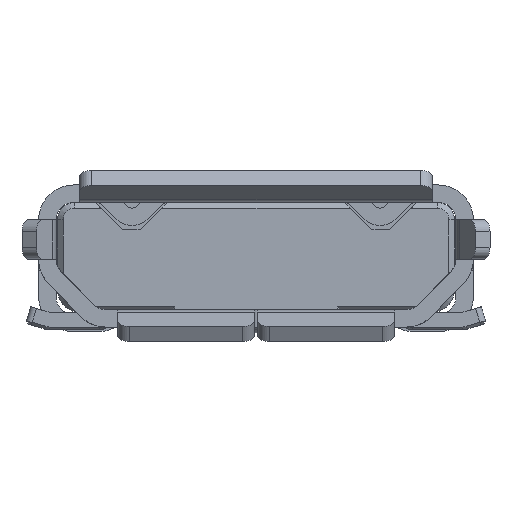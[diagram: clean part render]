
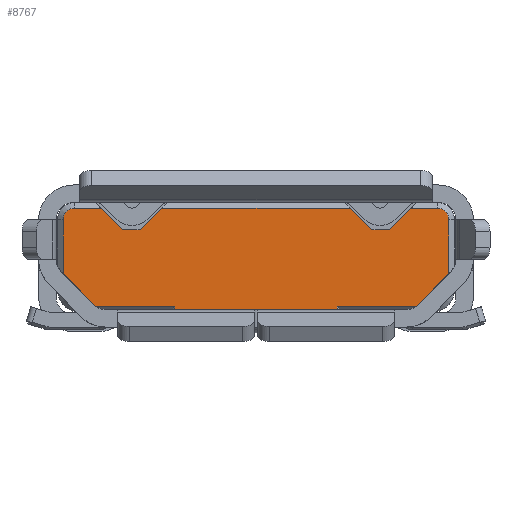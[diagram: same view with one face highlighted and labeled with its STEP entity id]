
A CAD part, front view. The second image highlights one B-rep face of the part: STEP entity #8767.
In plain terms, the highlighted face is planar.
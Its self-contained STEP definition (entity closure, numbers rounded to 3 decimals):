
#212=PLANE('',#9397);
#547=FACE_OUTER_BOUND('',#1005,.T.);
#1005=EDGE_LOOP('',(#6559,#6560,#6561,#6562,#6563,#6564,#6565,#6566,#6567,
#6568,#6569,#6570,#6571,#6572,#6573,#6574,#6575,#6576,#6577,#6578,#6579,
#6580,#6581,#6582,#6583,#6584));
#1400=CIRCLE('',#9244,0.3);
#1459=CIRCLE('',#9398,0.3);
#1460=CIRCLE('',#9399,0.2);
#1461=CIRCLE('',#9400,0.2);
#1710=LINE('',#12833,#2651);
#1754=LINE('',#13010,#2695);
#1894=LINE('',#13472,#2835);
#1923=LINE('',#13547,#2864);
#1981=LINE('',#13758,#2922);
#1982=LINE('',#13760,#2923);
#1983=LINE('',#13762,#2924);
#1984=LINE('',#13764,#2925);
#1985=LINE('',#13768,#2926);
#1986=LINE('',#13770,#2927);
#1987=LINE('',#13774,#2928);
#1988=LINE('',#13776,#2929);
#1989=LINE('',#13778,#2930);
#1990=LINE('',#13780,#2931);
#1991=LINE('',#13782,#2932);
#1992=LINE('',#13784,#2933);
#1993=LINE('',#13786,#2934);
#1994=LINE('',#13788,#2935);
#1995=LINE('',#13790,#2936);
#1996=LINE('',#13793,#2937);
#1997=LINE('',#13795,#2938);
#1998=LINE('',#13796,#2939);
#2651=VECTOR('',#10087,1.);
#2695=VECTOR('',#10205,1.);
#2835=VECTOR('',#10563,1.);
#2864=VECTOR('',#10646,1.);
#2922=VECTOR('',#10872,1.);
#2923=VECTOR('',#10873,1.);
#2924=VECTOR('',#10874,1.);
#2925=VECTOR('',#10875,1.);
#2926=VECTOR('',#10878,1.);
#2927=VECTOR('',#10879,1.);
#2928=VECTOR('',#10882,1.);
#2929=VECTOR('',#10883,1.);
#2930=VECTOR('',#10884,1.);
#2931=VECTOR('',#10885,1.);
#2932=VECTOR('',#10886,1.);
#2933=VECTOR('',#10887,1.);
#2934=VECTOR('',#10888,1.);
#2935=VECTOR('',#10889,1.);
#2936=VECTOR('',#10890,1.);
#2937=VECTOR('',#10893,1.);
#2938=VECTOR('',#10894,1.);
#2939=VECTOR('',#10895,1.);
#3623=VERTEX_POINT('',#12830);
#3624=VERTEX_POINT('',#12832);
#3684=VERTEX_POINT('',#13007);
#3685=VERTEX_POINT('',#13009);
#3771=VERTEX_POINT('',#13273);
#3832=VERTEX_POINT('',#13469);
#3833=VERTEX_POINT('',#13471);
#3903=VERTEX_POINT('',#13757);
#3904=VERTEX_POINT('',#13759);
#3905=VERTEX_POINT('',#13761);
#3906=VERTEX_POINT('',#13763);
#3907=VERTEX_POINT('',#13765);
#3908=VERTEX_POINT('',#13767);
#3909=VERTEX_POINT('',#13769);
#3910=VERTEX_POINT('',#13771);
#3911=VERTEX_POINT('',#13773);
#3912=VERTEX_POINT('',#13775);
#3913=VERTEX_POINT('',#13777);
#3914=VERTEX_POINT('',#13779);
#3915=VERTEX_POINT('',#13781);
#3916=VERTEX_POINT('',#13783);
#3917=VERTEX_POINT('',#13785);
#3918=VERTEX_POINT('',#13787);
#3919=VERTEX_POINT('',#13789);
#3920=VERTEX_POINT('',#13791);
#3921=VERTEX_POINT('',#13794);
#4497=EDGE_CURVE('',#3624,#3623,#1710,.T.);
#4566=EDGE_CURVE('',#3685,#3684,#1754,.T.);
#4688=EDGE_CURVE('',#3623,#3771,#1400,.T.);
#4771=EDGE_CURVE('',#3833,#3832,#1894,.T.);
#4810=EDGE_CURVE('',#3684,#3833,#1923,.T.);
#4910=EDGE_CURVE('',#3832,#3903,#1981,.T.);
#4911=EDGE_CURVE('',#3904,#3903,#1982,.T.);
#4912=EDGE_CURVE('',#3904,#3905,#1983,.T.);
#4913=EDGE_CURVE('',#3906,#3905,#1984,.T.);
#4914=EDGE_CURVE('',#3907,#3906,#1459,.T.);
#4915=EDGE_CURVE('',#3907,#3908,#1985,.T.);
#4916=EDGE_CURVE('',#3909,#3908,#1986,.T.);
#4917=EDGE_CURVE('',#3910,#3909,#1460,.T.);
#4918=EDGE_CURVE('',#3911,#3910,#1987,.T.);
#4919=EDGE_CURVE('',#3912,#3911,#1988,.T.);
#4920=EDGE_CURVE('',#3912,#3913,#1989,.T.);
#4921=EDGE_CURVE('',#3913,#3914,#1990,.T.);
#4922=EDGE_CURVE('',#3915,#3914,#1991,.T.);
#4923=EDGE_CURVE('',#3915,#3916,#1992,.T.);
#4924=EDGE_CURVE('',#3917,#3916,#1993,.T.);
#4925=EDGE_CURVE('',#3918,#3917,#1994,.T.);
#4926=EDGE_CURVE('',#3918,#3919,#1995,.T.);
#4927=EDGE_CURVE('',#3919,#3920,#1461,.T.);
#4928=EDGE_CURVE('',#3920,#3624,#1996,.T.);
#4929=EDGE_CURVE('',#3771,#3921,#1997,.T.);
#4930=EDGE_CURVE('',#3685,#3921,#1998,.T.);
#6559=ORIENTED_EDGE('',*,*,#4910,.T.);
#6560=ORIENTED_EDGE('',*,*,#4911,.F.);
#6561=ORIENTED_EDGE('',*,*,#4912,.T.);
#6562=ORIENTED_EDGE('',*,*,#4913,.F.);
#6563=ORIENTED_EDGE('',*,*,#4914,.F.);
#6564=ORIENTED_EDGE('',*,*,#4915,.T.);
#6565=ORIENTED_EDGE('',*,*,#4916,.F.);
#6566=ORIENTED_EDGE('',*,*,#4917,.F.);
#6567=ORIENTED_EDGE('',*,*,#4918,.F.);
#6568=ORIENTED_EDGE('',*,*,#4919,.F.);
#6569=ORIENTED_EDGE('',*,*,#4920,.T.);
#6570=ORIENTED_EDGE('',*,*,#4921,.T.);
#6571=ORIENTED_EDGE('',*,*,#4922,.F.);
#6572=ORIENTED_EDGE('',*,*,#4923,.T.);
#6573=ORIENTED_EDGE('',*,*,#4924,.F.);
#6574=ORIENTED_EDGE('',*,*,#4925,.F.);
#6575=ORIENTED_EDGE('',*,*,#4926,.T.);
#6576=ORIENTED_EDGE('',*,*,#4927,.T.);
#6577=ORIENTED_EDGE('',*,*,#4928,.T.);
#6578=ORIENTED_EDGE('',*,*,#4497,.T.);
#6579=ORIENTED_EDGE('',*,*,#4688,.T.);
#6580=ORIENTED_EDGE('',*,*,#4929,.T.);
#6581=ORIENTED_EDGE('',*,*,#4930,.F.);
#6582=ORIENTED_EDGE('',*,*,#4566,.T.);
#6583=ORIENTED_EDGE('',*,*,#4810,.T.);
#6584=ORIENTED_EDGE('',*,*,#4771,.T.);
#8767=ADVANCED_FACE('',(#547),#212,.T.);
#9244=AXIS2_PLACEMENT_3D('',#13275,#10422,#10423);
#9397=AXIS2_PLACEMENT_3D('',#13756,#10870,#10871);
#9398=AXIS2_PLACEMENT_3D('',#13766,#10876,#10877);
#9399=AXIS2_PLACEMENT_3D('',#13772,#10880,#10881);
#9400=AXIS2_PLACEMENT_3D('',#13792,#10891,#10892);
#10087=DIRECTION('',(0.,-0.716,-0.698));
#10205=DIRECTION('',(0.,0.,-1.));
#10422=DIRECTION('center_axis',(1.,0.,0.));
#10423=DIRECTION('ref_axis',(0.,0.,-1.));
#10563=DIRECTION('',(0.,0.,-1.));
#10646=DIRECTION('',(0.,-1.,0.));
#10870=DIRECTION('center_axis',(1.,0.,0.));
#10871=DIRECTION('ref_axis',(0.,1.,0.));
#10872=DIRECTION('',(0.,1.,0.));
#10873=DIRECTION('',(0.,0.,1.));
#10874=DIRECTION('',(0.,1.,0.));
#10875=DIRECTION('',(0.,0.,1.));
#10876=DIRECTION('center_axis',(-1.,0.,0.));
#10877=DIRECTION('ref_axis',(0.,0.,1.));
#10878=DIRECTION('',(0.,0.716,-0.698));
#10879=DIRECTION('',(0.,-1.,0.));
#10880=DIRECTION('center_axis',(-1.,0.,0.));
#10881=DIRECTION('ref_axis',(0.,1.,0.));
#10882=DIRECTION('',(0.,0.,-1.));
#10883=DIRECTION('',(0.,0.703,-0.711));
#10884=DIRECTION('',(0.,0.,1.));
#10885=DIRECTION('',(0.,0.703,0.711));
#10886=DIRECTION('',(0.,0.,-1.));
#10887=DIRECTION('',(0.,-0.703,0.711));
#10888=DIRECTION('',(0.,0.,-1.));
#10889=DIRECTION('',(0.,-0.703,-0.711));
#10890=DIRECTION('',(0.,0.,1.));
#10891=DIRECTION('center_axis',(1.,0.,0.));
#10892=DIRECTION('ref_axis',(0.,1.,0.));
#10893=DIRECTION('',(0.,-1.,0.));
#10894=DIRECTION('',(0.,0.,-1.));
#10895=DIRECTION('',(0.,1.,0.));
#12830=CARTESIAN_POINT('',(1.5,0.171,6.243));
#12832=CARTESIAN_POINT('',(1.5,0.702,6.76));
#12833=CARTESIAN_POINT('',(1.5,0.,6.076));
#13007=CARTESIAN_POINT('',(1.5,0.08,3.46));
#13009=CARTESIAN_POINT('',(1.5,0.08,4.835));
#13010=CARTESIAN_POINT('',(1.5,0.08,5.461));
#13273=CARTESIAN_POINT('',(1.5,0.13,6.194));
#13275=CARTESIAN_POINT('Origin',(1.5,0.38,6.028));
#13469=CARTESIAN_POINT('',(1.5,-0.22,3.41));
#13471=CARTESIAN_POINT('',(1.5,-0.22,3.46));
#13472=CARTESIAN_POINT('',(1.5,-0.22,3.435));
#13547=CARTESIAN_POINT('',(1.5,0.,3.46));
#13756=CARTESIAN_POINT('Origin',(1.5,1.365,3.085));
#13757=CARTESIAN_POINT('',(1.5,0.08,3.41));
#13758=CARTESIAN_POINT('',(1.5,0.,3.41));
#13759=CARTESIAN_POINT('',(1.5,0.08,2.035));
#13760=CARTESIAN_POINT('',(1.5,0.08,5.461));
#13761=CARTESIAN_POINT('',(1.5,0.13,2.035));
#13762=CARTESIAN_POINT('',(1.5,0.03,2.035));
#13763=CARTESIAN_POINT('',(1.5,0.13,0.676));
#13764=CARTESIAN_POINT('',(1.5,0.13,0.01));
#13765=CARTESIAN_POINT('',(1.5,0.171,0.627));
#13766=CARTESIAN_POINT('Origin',(1.5,0.38,0.842));
#13767=CARTESIAN_POINT('',(1.5,0.702,0.11));
#13768=CARTESIAN_POINT('',(1.5,0.,0.794));
#13769=CARTESIAN_POINT('',(1.5,1.63,0.11));
#13770=CARTESIAN_POINT('',(1.5,0.03,0.11));
#13771=CARTESIAN_POINT('',(1.5,1.83,0.31));
#13772=CARTESIAN_POINT('Origin',(1.5,1.63,0.31));
#13773=CARTESIAN_POINT('',(1.5,1.83,0.761));
#13774=CARTESIAN_POINT('',(1.5,1.83,0.01));
#13775=CARTESIAN_POINT('',(1.5,1.46,1.135));
#13776=CARTESIAN_POINT('',(1.5,2.573,0.01));
#13777=CARTESIAN_POINT('',(1.5,1.46,1.435));
#13778=CARTESIAN_POINT('',(1.5,1.46,0.01));
#13779=CARTESIAN_POINT('',(1.5,1.83,1.809));
#13780=CARTESIAN_POINT('',(1.5,0.05,0.01));
#13781=CARTESIAN_POINT('',(1.5,1.83,5.061));
#13782=CARTESIAN_POINT('',(1.5,1.83,0.01));
#13783=CARTESIAN_POINT('',(1.5,1.46,5.435));
#13784=CARTESIAN_POINT('',(1.5,6.828,0.01));
#13785=CARTESIAN_POINT('',(1.5,1.46,5.735));
#13786=CARTESIAN_POINT('',(1.5,1.46,0.01));
#13787=CARTESIAN_POINT('',(1.5,1.83,6.109));
#13788=CARTESIAN_POINT('',(1.5,-4.205,0.01));
#13789=CARTESIAN_POINT('',(1.5,1.83,6.56));
#13790=CARTESIAN_POINT('',(1.5,1.83,6.86));
#13791=CARTESIAN_POINT('',(1.5,1.63,6.76));
#13792=CARTESIAN_POINT('Origin',(1.5,1.63,6.56));
#13793=CARTESIAN_POINT('',(1.5,0.03,6.76));
#13794=CARTESIAN_POINT('',(1.5,0.13,4.835));
#13795=CARTESIAN_POINT('',(1.5,0.13,6.86));
#13796=CARTESIAN_POINT('',(1.5,0.03,4.835));
